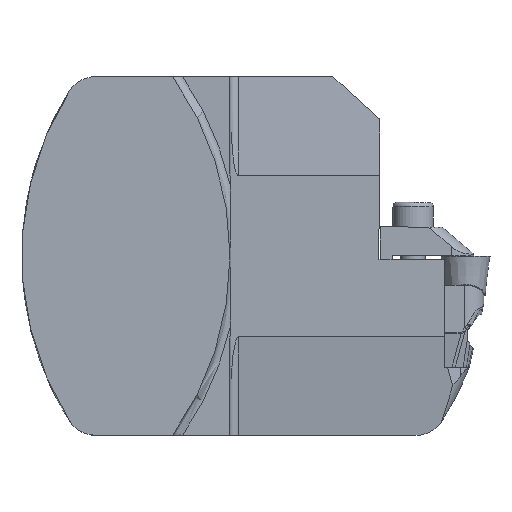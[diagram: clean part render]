
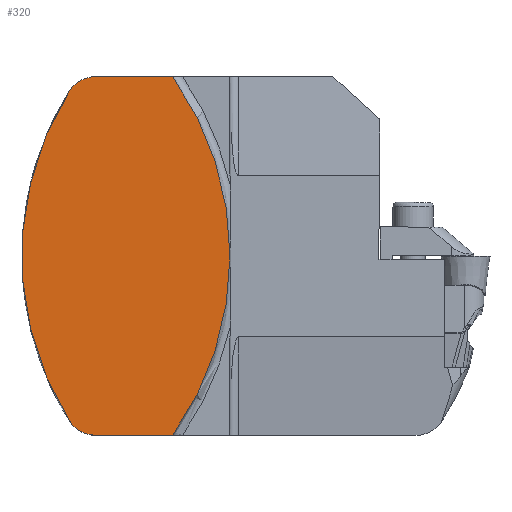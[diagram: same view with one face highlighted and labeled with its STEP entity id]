
A CAD part, top view. The second image highlights one B-rep face of the part: STEP entity #320.
In plain terms, the highlighted planar face has unit normal (0, 0, 1).
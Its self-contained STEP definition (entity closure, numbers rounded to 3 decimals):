
#320=ADVANCED_FACE('',(#469),#401,.T.);
#401=PLANE('',#2031);
#469=FACE_OUTER_BOUND('',#575,.T.);
#575=EDGE_LOOP('',(#938,#939,#940,#941,#942,#943));
#625=CIRCLE('',#1949,60.25);
#626=CIRCLE('',#1954,60.25);
#628=CIRCLE('',#1957,6.);
#629=CIRCLE('',#1960,6.);
#938=ORIENTED_EDGE('',*,*,#1356,.F.);
#939=ORIENTED_EDGE('',*,*,#1381,.F.);
#940=ORIENTED_EDGE('',*,*,#1365,.T.);
#941=ORIENTED_EDGE('',*,*,#1385,.F.);
#942=ORIENTED_EDGE('',*,*,#1375,.T.);
#943=ORIENTED_EDGE('',*,*,#1383,.F.);
#1188=VERTEX_POINT('',#2702);
#1189=VERTEX_POINT('',#2704);
#1197=VERTEX_POINT('',#2740);
#1198=VERTEX_POINT('',#2741);
#1207=VERTEX_POINT('',#2779);
#1208=VERTEX_POINT('',#2780);
#1356=EDGE_CURVE('',#1188,#1189,#1605,.T.);
#1365=EDGE_CURVE('',#1197,#1198,#1612,.T.);
#1375=EDGE_CURVE('',#1207,#1208,#625,.T.);
#1381=EDGE_CURVE('',#1197,#1188,#626,.T.);
#1383=EDGE_CURVE('',#1189,#1208,#628,.T.);
#1385=EDGE_CURVE('',#1207,#1198,#629,.T.);
#1605=LINE('',#2703,#1741);
#1612=LINE('',#2739,#1748);
#1741=VECTOR('',#2171,1.);
#1748=VECTOR('',#2182,1.);
#1949=AXIS2_PLACEMENT_3D('',#2778,#2194,#2195);
#1954=AXIS2_PLACEMENT_3D('',#2791,#2206,#2207);
#1957=AXIS2_PLACEMENT_3D('',#2794,#2212,#2213);
#1960=AXIS2_PLACEMENT_3D('',#2797,#2218,#2219);
#2031=AXIS2_PLACEMENT_3D('',#3117,#2421,#2422);
#2171=DIRECTION('',(-1.,0.,0.));
#2182=DIRECTION('',(-1.,0.,0.));
#2194=DIRECTION('',(0.,0.,1.));
#2195=DIRECTION('',(1.,0.,0.));
#2206=DIRECTION('',(0.,0.,-1.));
#2207=DIRECTION('',(1.,0.,0.));
#2212=DIRECTION('',(0.,0.,-1.));
#2213=DIRECTION('',(1.,0.,0.));
#2218=DIRECTION('',(0.,0.,-1.));
#2219=DIRECTION('',(1.,0.,0.));
#2421=DIRECTION('',(0.,0.,1.));
#2422=DIRECTION('',(1.,0.,0.));
#2702=CARTESIAN_POINT('',(9.041,-35.,0.));
#2703=CARTESIAN_POINT('',(65.238,-35.,0.));
#2704=CARTESIAN_POINT('',(-5.998,-35.,0.));
#2739=CARTESIAN_POINT('',(65.238,35.,0.));
#2740=CARTESIAN_POINT('',(9.041,35.,0.));
#2741=CARTESIAN_POINT('',(-5.998,35.,0.));
#2778=CARTESIAN_POINT('',(39.85,0.,0.));
#2779=CARTESIAN_POINT('',(-11.069,32.207,0.));
#2780=CARTESIAN_POINT('',(-11.069,-32.207,0.));
#2791=CARTESIAN_POINT('',(-40.,0.,0.));
#2794=CARTESIAN_POINT('',(-5.998,-29.,0.));
#2797=CARTESIAN_POINT('',(-5.998,29.,0.));
#3117=CARTESIAN_POINT('',(0.,0.,0.));
